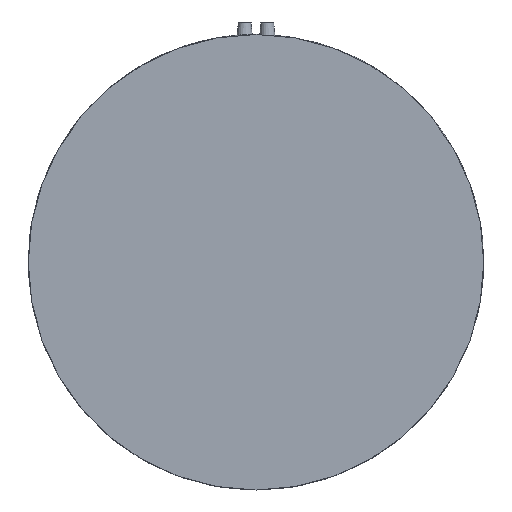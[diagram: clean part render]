
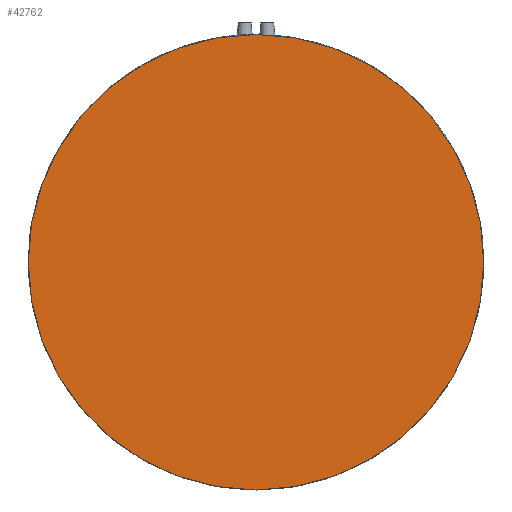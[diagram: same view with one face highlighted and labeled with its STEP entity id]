
A CAD part, front view. The second image highlights one B-rep face of the part: STEP entity #42762.
In plain terms, the highlighted planar face has unit normal (0, -1, 0).
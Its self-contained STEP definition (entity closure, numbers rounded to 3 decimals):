
#14622=FACE_OUTER_BOUND('',#16991,.T.);
#16991=EDGE_LOOP('',(#38677));
#18000=CIRCLE('',#46402,43.5);
#21557=VERTEX_POINT('',#70143);
#27235=EDGE_CURVE('',#21557,#21557,#18000,.F.);
#38677=ORIENTED_EDGE('',*,*,#27235,.T.);
#40524=PLANE('',#46453);
#42762=ADVANCED_FACE('',(#14622),#40524,.T.);
#46402=AXIS2_PLACEMENT_3D('',#70145,#57970,#57971);
#46453=AXIS2_PLACEMENT_3D('',#70267,#58105,#58106);
#57970=DIRECTION('center_axis',(0.,1.,0.));
#57971=DIRECTION('ref_axis',(1.,0.,0.));
#58105=DIRECTION('center_axis',(0.,-1.,0.));
#58106=DIRECTION('ref_axis',(1.,0.,0.));
#70143=CARTESIAN_POINT('',(-43.5,-6.,0.));
#70145=CARTESIAN_POINT('Origin',(0.,-6.,0.));
#70267=CARTESIAN_POINT('Origin',(0.,-6.,0.));
